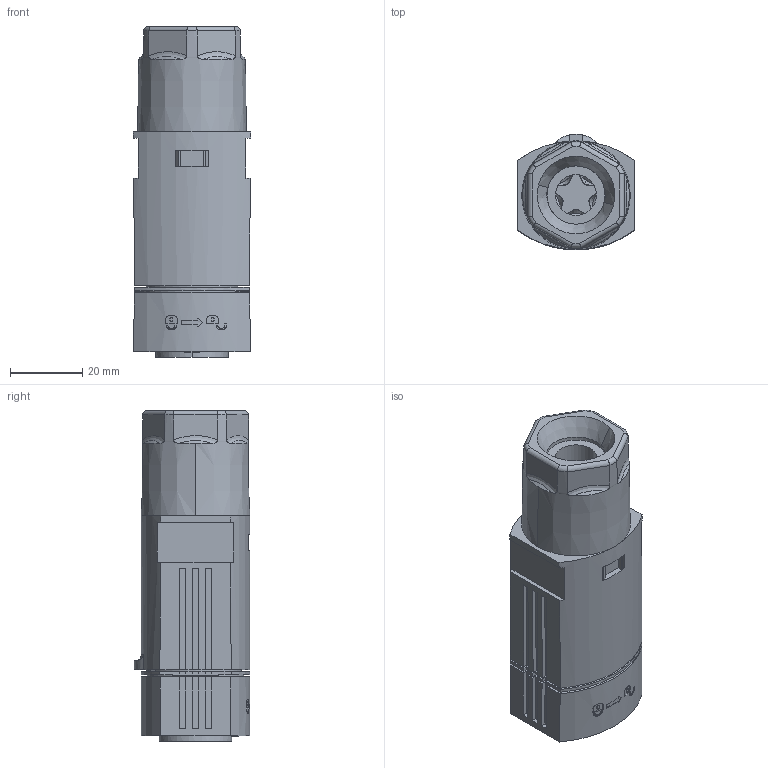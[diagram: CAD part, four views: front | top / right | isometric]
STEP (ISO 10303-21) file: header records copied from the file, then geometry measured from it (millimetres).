
FILE_DESCRIPTION(('Creo Elements/Direct Modeling STEP Export'),'2;1');
FILE_NAME('model.stp','2023-05-04T 9:21:23',(''),(''),'Creo Elements/Direct Modeling STEP processor for AP214 (Solid Model)','Creo Elements/Direct Modeling 20.1D 10-Oct-2020 (C) Parametric Technology GmbH','');
FILE_SCHEMA(('AUTOMOTIVE_DESIGN { 1 0 10303 214 1 1 1 1 }'));
Length unit declared in the file: millimetre
Products named in the file (3): IPD_PL_5P2.5_M_GY_ASSY-select; IPD_TUE_NUT_5P_GY-select; IPD_PL_5P2.5_M_GY-select
Assembly tree (2 placements, depth 2):
  IPD_PL_5P2.5_M_GY-select
    IPD_TUE_NUT_5P_GY-select
    IPD_PL_5P2.5_M_GY_ASSY-select
Bounding box: 32.54 x 32.05 x 91.65 mm (x, y, z)
Volume: 50291.3 mm3; surface area: 27388.4 mm2
Topology: 2 solids, 2 shells, 618 faces, 1741 edges, 1151 vertices
Faces by surface type: plane 369, cone 110, cylinder 81, torus 39, extrusion 12, bspline 7
Entity records: 27200 total; most frequent: CARTESIAN_POINT 9071, ORIENTED_EDGE 3482, DIRECTION 2853, EDGE_CURVE 1741, VERTEX_POINT 1151, AXIS2_PLACEMENT_3D 970, VECTOR 913, LINE 901
